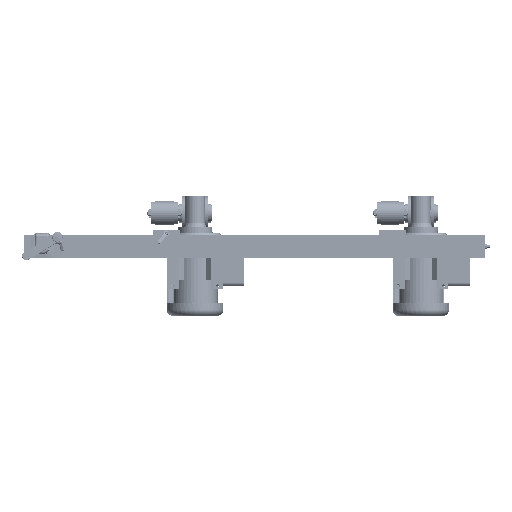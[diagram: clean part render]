
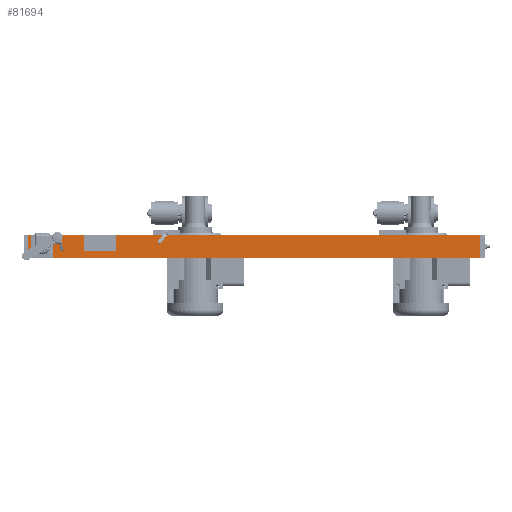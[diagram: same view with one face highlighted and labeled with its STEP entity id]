
A CAD part, left-side view. The second image highlights one B-rep face of the part: STEP entity #81694.
In plain terms, the highlighted planar face has unit normal (-1, 0, 0).
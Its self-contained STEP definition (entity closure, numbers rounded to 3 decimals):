
#770=LINE('',#110100,#7404);
#772=LINE('',#110104,#7406);
#774=LINE('',#110108,#7408);
#776=LINE('',#110112,#7410);
#7404=VECTOR('',#91820,1000.);
#7406=VECTOR('',#91824,1000.);
#7408=VECTOR('',#91828,1000.);
#7410=VECTOR('',#91832,1000.);
#15614=ORIENTED_EDGE('',*,*,#33373,.T.);
#15615=ORIENTED_EDGE('',*,*,#33612,.T.);
#15616=ORIENTED_EDGE('',*,*,#33611,.T.);
#15617=ORIENTED_EDGE('',*,*,#33610,.T.);
#15618=ORIENTED_EDGE('',*,*,#33609,.T.);
#15619=ORIENTED_EDGE('',*,*,#33608,.F.);
#15620=ORIENTED_EDGE('',*,*,#33606,.F.);
#15621=ORIENTED_EDGE('',*,*,#33604,.T.);
#15622=ORIENTED_EDGE('',*,*,#33602,.T.);
#33373=EDGE_CURVE('',#42489,#42489,#48585,.T.);
#33602=EDGE_CURVE('',#42662,#42661,#770,.T.);
#33604=EDGE_CURVE('',#42663,#42662,#772,.T.);
#33606=EDGE_CURVE('',#42663,#42664,#774,.T.);
#33608=EDGE_CURVE('',#42664,#42661,#776,.T.);
#33609=EDGE_CURVE('',#42665,#42665,#48641,.T.);
#33610=EDGE_CURVE('',#42666,#42666,#48642,.T.);
#33611=EDGE_CURVE('',#42667,#42667,#48643,.T.);
#33612=EDGE_CURVE('',#42668,#42668,#48644,.T.);
#42489=VERTEX_POINT('',#109596);
#42661=VERTEX_POINT('',#110099);
#42662=VERTEX_POINT('',#110101);
#42663=VERTEX_POINT('',#110105);
#42664=VERTEX_POINT('',#110109);
#42665=VERTEX_POINT('',#110115);
#42666=VERTEX_POINT('',#110118);
#42667=VERTEX_POINT('',#110121);
#42668=VERTEX_POINT('',#110124);
#48585=CIRCLE('',#85457,2.459);
#48641=CIRCLE('',#85652,15.);
#48642=CIRCLE('',#85654,2.459);
#48643=CIRCLE('',#85656,2.459);
#48644=CIRCLE('',#85658,2.459);
#50660=EDGE_LOOP('',(#15614));
#50661=EDGE_LOOP('',(#15615));
#50662=EDGE_LOOP('',(#15616));
#50663=EDGE_LOOP('',(#15617));
#50664=EDGE_LOOP('',(#15618));
#50665=EDGE_LOOP('',(#15619,#15620,#15621,#15622));
#55323=FACE_BOUND('',#50660,.T.);
#55324=FACE_BOUND('',#50661,.T.);
#55325=FACE_BOUND('',#50662,.T.);
#55326=FACE_BOUND('',#50663,.T.);
#55327=FACE_BOUND('',#50664,.T.);
#55328=FACE_BOUND('',#50665,.T.);
#59882=PLANE('',#85659);
#81694=ADVANCED_FACE('',(#55323,#55324,#55325,#55326,#55327,#55328),#59882,
 .F.);
#85457=AXIS2_PLACEMENT_3D('',#109595,#91297,#91298);
#85652=AXIS2_PLACEMENT_3D('',#110114,#91835,#91836);
#85654=AXIS2_PLACEMENT_3D('',#110117,#91839,#91840);
#85656=AXIS2_PLACEMENT_3D('',#110120,#91843,#91844);
#85658=AXIS2_PLACEMENT_3D('',#110123,#91847,#91848);
#85659=AXIS2_PLACEMENT_3D('',#110125,#91849,#91850);
#91297=DIRECTION('',(1.,0.,0.));
#91298=DIRECTION('',(0.,0.,-1.));
#91820=DIRECTION('',(0.,0.,1.));
#91824=DIRECTION('',(0.,-1.,0.));
#91828=DIRECTION('',(0.,0.,1.));
#91832=DIRECTION('',(0.,-1.,0.));
#91835=DIRECTION('',(1.,0.,0.));
#91836=DIRECTION('',(0.,-1.,0.));
#91839=DIRECTION('',(1.,0.,0.));
#91840=DIRECTION('',(0.,0.,1.));
#91843=DIRECTION('',(1.,0.,0.));
#91844=DIRECTION('',(0.,0.,1.));
#91847=DIRECTION('',(1.,0.,0.));
#91848=DIRECTION('',(0.,0.,-1.));
#91849=DIRECTION('',(1.,0.,0.));
#91850=DIRECTION('',(0.,0.,-1.));
#109595=CARTESIAN_POINT('',(-25.,134.,18.));
#109596=CARTESIAN_POINT('',(-25.,134.,15.542));
#110099=CARTESIAN_POINT('',(-25.,-818.,25.));
#110100=CARTESIAN_POINT('',(-25.,-818.,-25.));
#110101=CARTESIAN_POINT('',(-25.,-818.,-25.));
#110104=CARTESIAN_POINT('',(-25.,102.,-25.));
#110105=CARTESIAN_POINT('',(-25.,182.,-25.));
#110108=CARTESIAN_POINT('',(-25.,182.,-25.));
#110109=CARTESIAN_POINT('',(-25.,182.,25.));
#110112=CARTESIAN_POINT('',(-25.,101.937,25.));
#110114=CARTESIAN_POINT('',(-25.,152.,0.));
#110115=CARTESIAN_POINT('',(-25.,137.,0.));
#110117=CARTESIAN_POINT('',(-25.,170.,-18.));
#110118=CARTESIAN_POINT('',(-25.,170.,-15.542));
#110120=CARTESIAN_POINT('',(-25.,170.,18.));
#110121=CARTESIAN_POINT('',(-25.,170.,20.459));
#110123=CARTESIAN_POINT('',(-25.,134.,-18.));
#110124=CARTESIAN_POINT('',(-25.,134.,-20.459));
#110125=CARTESIAN_POINT('',(-25.,102.,-25.));
